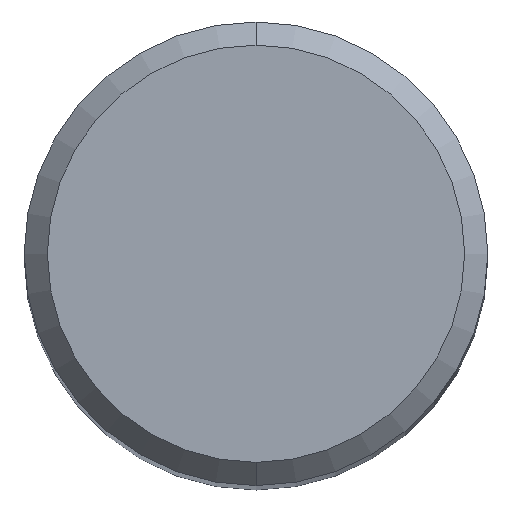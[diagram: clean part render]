
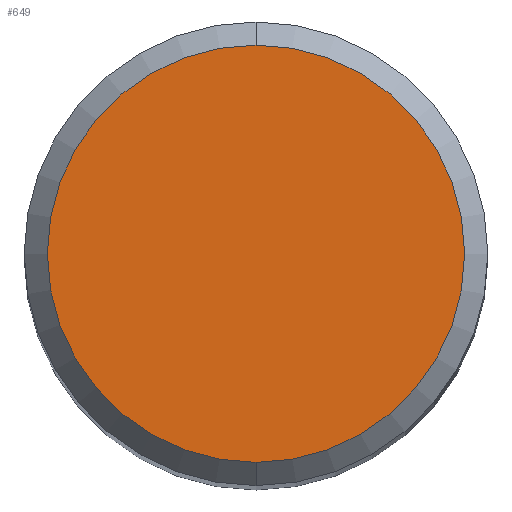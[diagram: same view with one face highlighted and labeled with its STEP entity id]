
A CAD part, top view. The second image highlights one B-rep face of the part: STEP entity #649.
In plain terms, the highlighted planar face has unit normal (0, 0, 1).
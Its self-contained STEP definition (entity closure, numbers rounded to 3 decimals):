
#575=EDGE_CURVE('',#749,#767,#1215,.T.);
#649=ADVANCED_FACE('',(#1294),#1295,.T.);
#749=VERTEX_POINT('',#1405);
#767=VERTEX_POINT('',#1423);
#895=EDGE_CURVE('',#767,#749,#1566,.T.);
#1215=CIRCLE('',#4171,4.5);
#1294=FACE_OUTER_BOUND('',#4654,.T.);
#1295=PLANE('',#4655);
#1405=CARTESIAN_POINT('',(0.0,4.5,0.0));
#1423=CARTESIAN_POINT('',(0.,-4.5,0.0));
#1566=CIRCLE('',#9241,4.5);
#4171=AXIS2_PLACEMENT_3D('',#9799,#9800,#9801);
#4654=EDGE_LOOP('',(#9854,#9855));
#4655=AXIS2_PLACEMENT_3D('',#9856,#9857,#9858);
#9241=AXIS2_PLACEMENT_3D('',#10178,#10179,#10180);
#9799=CARTESIAN_POINT('',(0.0,0.0,0.0));
#9800=DIRECTION('',(0.0,0.0,-1.0));
#9801=DIRECTION('',(0.0,1.0,0.0));
#9854=ORIENTED_EDGE('',*,*,#575,.F.);
#9855=ORIENTED_EDGE('',*,*,#895,.F.);
#9856=CARTESIAN_POINT('',(0.0,2.25,0.0));
#9857=DIRECTION('',(-0.0,0.0,1.0));
#9858=DIRECTION('',(0.0,-1.0,0.0));
#10178=CARTESIAN_POINT('',(0.0,0.0,0.0));
#10179=DIRECTION('',(0.0,0.0,-1.0));
#10180=DIRECTION('',(0.0,1.0,0.0));
